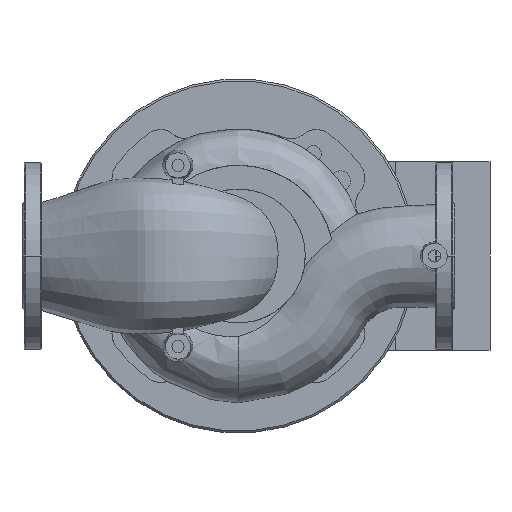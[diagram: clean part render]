
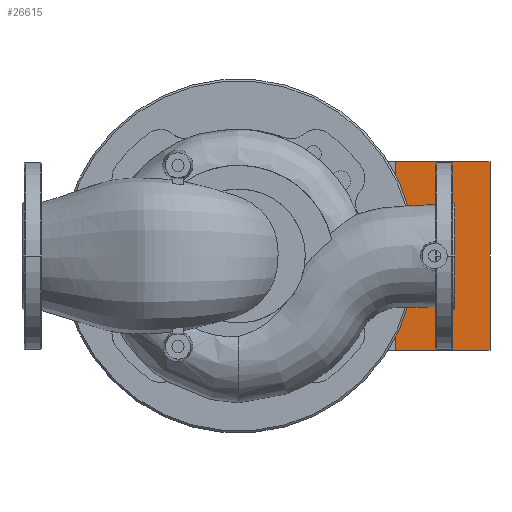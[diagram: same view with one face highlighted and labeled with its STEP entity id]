
A CAD part, front view. The second image highlights one B-rep face of the part: STEP entity #26615.
In plain terms, the highlighted planar face has unit normal (0, -1, 0).
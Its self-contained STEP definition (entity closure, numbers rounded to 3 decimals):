
#26576=CARTESIAN_POINT('',(465.0,374.0,-93.6));
#26577=DIRECTION('',(0.0,-1.0,0.0));
#26578=DIRECTION('',(0.0,0.0,-1.0));
#26579=AXIS2_PLACEMENT_3D('',#26576,#26577,#26578);
#26580=PLANE('',#26579);
#26581=CARTESIAN_POINT('',(465.0,374.0,93.6));
#26582=VERTEX_POINT('',#26581);
#26583=CARTESIAN_POINT('',(371.0,374.0,93.6));
#26584=VERTEX_POINT('',#26583);
#26585=CARTESIAN_POINT('',(465.0,374.0,93.6));
#26586=DIRECTION('',(-1.0,0.0,0.0));
#26587=VECTOR('',#26586,94.0);
#26588=LINE('',#26585,#26587);
#26589=EDGE_CURVE('',#26582,#26584,#26588,.T.);
#26590=ORIENTED_EDGE('',*,*,#26589,.T.);
#26591=CARTESIAN_POINT('',(371.0,374.0,-93.6));
#26592=VERTEX_POINT('',#26591);
#26593=CARTESIAN_POINT('',(371.0,374.0,-93.6));
#26594=DIRECTION('',(0.0,0.0,1.0));
#26595=VECTOR('',#26594,187.2);
#26596=LINE('',#26593,#26595);
#26597=EDGE_CURVE('',#26592,#26584,#26596,.T.);
#26598=ORIENTED_EDGE('',*,*,#26597,.F.);
#26599=CARTESIAN_POINT('',(465.0,374.0,-93.6));
#26600=VERTEX_POINT('',#26599);
#26601=CARTESIAN_POINT('',(465.0,374.0,-93.6));
#26602=DIRECTION('',(-1.0,0.0,0.0));
#26603=VECTOR('',#26602,94.0);
#26604=LINE('',#26601,#26603);
#26605=EDGE_CURVE('',#26600,#26592,#26604,.T.);
#26606=ORIENTED_EDGE('',*,*,#26605,.F.);
#26607=CARTESIAN_POINT('',(465.0,374.0,-93.6));
#26608=DIRECTION('',(0.0,0.0,1.0));
#26609=VECTOR('',#26608,187.2);
#26610=LINE('',#26607,#26609);
#26611=EDGE_CURVE('',#26600,#26582,#26610,.T.);
#26612=ORIENTED_EDGE('',*,*,#26611,.T.);
#26613=EDGE_LOOP('',(#26590,#26598,#26606,#26612));
#26614=FACE_OUTER_BOUND('',#26613,.T.);
#26615=ADVANCED_FACE('',(#26614),#26580,.T.);
